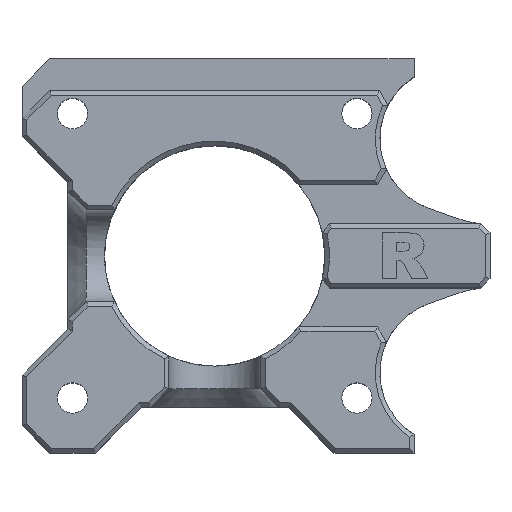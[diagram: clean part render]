
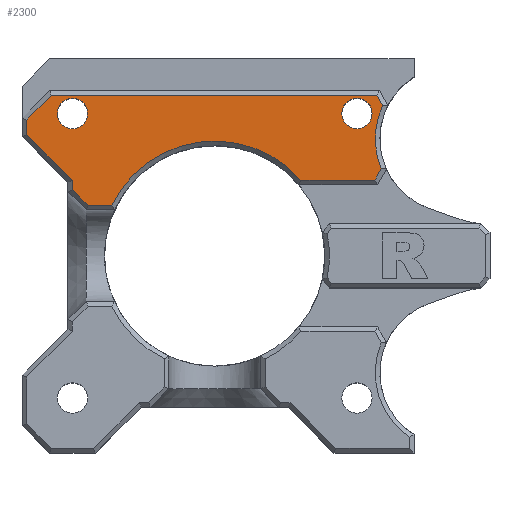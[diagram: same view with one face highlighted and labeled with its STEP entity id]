
A CAD part, top view. The second image highlights one B-rep face of the part: STEP entity #2300.
In plain terms, the highlighted planar face has unit normal (0, 0, 1).
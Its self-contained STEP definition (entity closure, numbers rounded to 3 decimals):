
#35=CIRCLE('',#2405,1.65);
#41=CIRCLE('',#2414,1.65);
#47=CIRCLE('',#2430,8.5);
#50=CIRCLE('',#2435,12.5);
#73=FACE_BOUND('',#335,.T.);
#74=FACE_BOUND('',#336,.T.);
#201=FACE_OUTER_BOUND('',#334,.T.);
#334=EDGE_LOOP('',(#1743,#1744,#1745,#1746,#1747,#1748,#1749,#1750,#1751,
#1752,#1753,#1754));
#335=EDGE_LOOP('',(#1755));
#336=EDGE_LOOP('',(#1756));
#493=LINE('',#3619,#746);
#495=LINE('',#3623,#748);
#498=LINE('',#3630,#751);
#502=LINE('',#3638,#755);
#506=LINE('',#3652,#759);
#508=LINE('',#3668,#761);
#510=LINE('',#3682,#763);
#512=LINE('',#3685,#765);
#515=LINE('',#3691,#768);
#518=LINE('',#3695,#771);
#746=VECTOR('',#2688,10.);
#748=VECTOR('',#2692,10.);
#751=VECTOR('',#2697,10.);
#755=VECTOR('',#2703,10.);
#759=VECTOR('',#2709,10.);
#761=VECTOR('',#2719,10.);
#763=VECTOR('',#2729,10.);
#765=VECTOR('',#2733,10.);
#768=VECTOR('',#2738,10.);
#771=VECTOR('',#2743,10.);
#987=VERTEX_POINT('',#3555);
#993=VERTEX_POINT('',#3573);
#1011=VERTEX_POINT('',#3616);
#1012=VERTEX_POINT('',#3618);
#1013=VERTEX_POINT('',#3622);
#1015=VERTEX_POINT('',#3628);
#1016=VERTEX_POINT('',#3629);
#1019=VERTEX_POINT('',#3637);
#1023=VERTEX_POINT('',#3649);
#1024=VERTEX_POINT('',#3651);
#1025=VERTEX_POINT('',#3658);
#1028=VERTEX_POINT('',#3672);
#1030=VERTEX_POINT('',#3681);
#1032=VERTEX_POINT('',#3690);
#1224=EDGE_CURVE('',#987,#987,#35,.T.);
#1233=EDGE_CURVE('',#993,#993,#41,.T.);
#1254=EDGE_CURVE('',#1011,#1012,#493,.T.);
#1256=EDGE_CURVE('',#1012,#1013,#495,.T.);
#1259=EDGE_CURVE('',#1015,#1016,#498,.T.);
#1263=EDGE_CURVE('',#1016,#1019,#502,.T.);
#1268=EDGE_CURVE('',#1023,#1024,#506,.T.);
#1270=EDGE_CURVE('',#1019,#1025,#47,.T.);
#1274=EDGE_CURVE('',#1025,#1023,#508,.T.);
#1276=EDGE_CURVE('',#1024,#1028,#50,.T.);
#1279=EDGE_CURVE('',#1028,#1030,#510,.T.);
#1281=EDGE_CURVE('',#1013,#1015,#512,.T.);
#1284=EDGE_CURVE('',#1030,#1032,#515,.T.);
#1287=EDGE_CURVE('',#1032,#1011,#518,.T.);
#1743=ORIENTED_EDGE('',*,*,#1268,.F.);
#1744=ORIENTED_EDGE('',*,*,#1274,.F.);
#1745=ORIENTED_EDGE('',*,*,#1270,.F.);
#1746=ORIENTED_EDGE('',*,*,#1263,.F.);
#1747=ORIENTED_EDGE('',*,*,#1259,.F.);
#1748=ORIENTED_EDGE('',*,*,#1281,.F.);
#1749=ORIENTED_EDGE('',*,*,#1256,.F.);
#1750=ORIENTED_EDGE('',*,*,#1254,.F.);
#1751=ORIENTED_EDGE('',*,*,#1287,.F.);
#1752=ORIENTED_EDGE('',*,*,#1284,.F.);
#1753=ORIENTED_EDGE('',*,*,#1279,.F.);
#1754=ORIENTED_EDGE('',*,*,#1276,.F.);
#1755=ORIENTED_EDGE('',*,*,#1224,.T.);
#1756=ORIENTED_EDGE('',*,*,#1233,.T.);
#2179=PLANE('',#2449);
#2300=ADVANCED_FACE('',(#201,#73,#74),#2179,.F.);
#2405=AXIS2_PLACEMENT_3D('',#3556,#2630,#2631);
#2414=AXIS2_PLACEMENT_3D('',#3574,#2651,#2652);
#2430=AXIS2_PLACEMENT_3D('',#3659,#2712,#2713);
#2435=AXIS2_PLACEMENT_3D('',#3673,#2724,#2725);
#2449=AXIS2_PLACEMENT_3D('',#3730,#2776,#2777);
#2630=DIRECTION('center_axis',(0.,0.,-1.));
#2631=DIRECTION('ref_axis',(-1.,0.,0.));
#2651=DIRECTION('center_axis',(0.,0.,-1.));
#2652=DIRECTION('ref_axis',(-1.,0.,0.));
#2688=DIRECTION('',(-0.707,0.707,0.));
#2692=DIRECTION('',(0.,1.,0.));
#2697=DIRECTION('',(1.,0.,0.));
#2703=DIRECTION('',(0.47,-0.883,0.));
#2709=DIRECTION('',(-1.,0.,0.));
#2712=DIRECTION('center_axis',(0.,0.,1.));
#2713=DIRECTION('ref_axis',(-0.342,-0.94,0.));
#2719=DIRECTION('',(-0.489,-0.872,0.));
#2724=DIRECTION('center_axis',(0.,0.,1.));
#2725=DIRECTION('ref_axis',(-1.,0.,0.));
#2729=DIRECTION('',(-1.,0.,0.));
#2733=DIRECTION('',(0.707,0.707,0.));
#2738=DIRECTION('',(-0.707,0.707,0.));
#2743=DIRECTION('',(0.,1.,0.));
#2776=DIRECTION('center_axis',(0.,0.,-1.));
#2777=DIRECTION('ref_axis',(-1.,0.,0.));
#3555=CARTESIAN_POINT('',(48.15,130.,14.));
#3556=CARTESIAN_POINT('Origin',(46.5,130.,14.));
#3573=CARTESIAN_POINT('',(17.15,130.,14.));
#3574=CARTESIAN_POINT('Origin',(15.5,130.,14.));
#3616=CARTESIAN_POINT('',(15.5,122.707,14.));
#3618=CARTESIAN_POINT('',(10.5,127.707,14.));
#3619=CARTESIAN_POINT('',(15.85,122.357,14.));
#3622=CARTESIAN_POINT('',(10.5,129.293,14.));
#3623=CARTESIAN_POINT('',(10.5,131.,14.));
#3628=CARTESIAN_POINT('',(13.207,132.,14.));
#3629=CARTESIAN_POINT('',(48.672,132.,14.));
#3630=CARTESIAN_POINT('',(20.243,132.,14.));
#3637=CARTESIAN_POINT('',(49.295,130.83,14.));
#3638=CARTESIAN_POINT('',(48.058,133.153,14.));
#3649=CARTESIAN_POINT('',(48.454,122.75,14.));
#3651=CARTESIAN_POINT('',(40.391,122.75,14.));
#3652=CARTESIAN_POINT('',(40.617,122.75,14.));
#3658=CARTESIAN_POINT('',(49.148,123.986,14.));
#3659=CARTESIAN_POINT('Origin',(57.,127.24,14.));
#3668=CARTESIAN_POINT('',(47.164,120.451,14.));
#3672=CARTESIAN_POINT('',(19.775,120.,14.));
#3673=CARTESIAN_POINT('Origin',(31.,114.5,14.));
#3681=CARTESIAN_POINT('',(17.207,120.,14.));
#3682=CARTESIAN_POINT('',(25.289,120.,14.));
#3685=CARTESIAN_POINT('',(15.35,134.143,14.));
#3690=CARTESIAN_POINT('',(15.5,121.707,14.));
#3691=CARTESIAN_POINT('',(18.6,118.607,14.));
#3695=CARTESIAN_POINT('',(15.5,124.25,14.));
#3730=CARTESIAN_POINT('Origin',(30.486,126.,14.));
